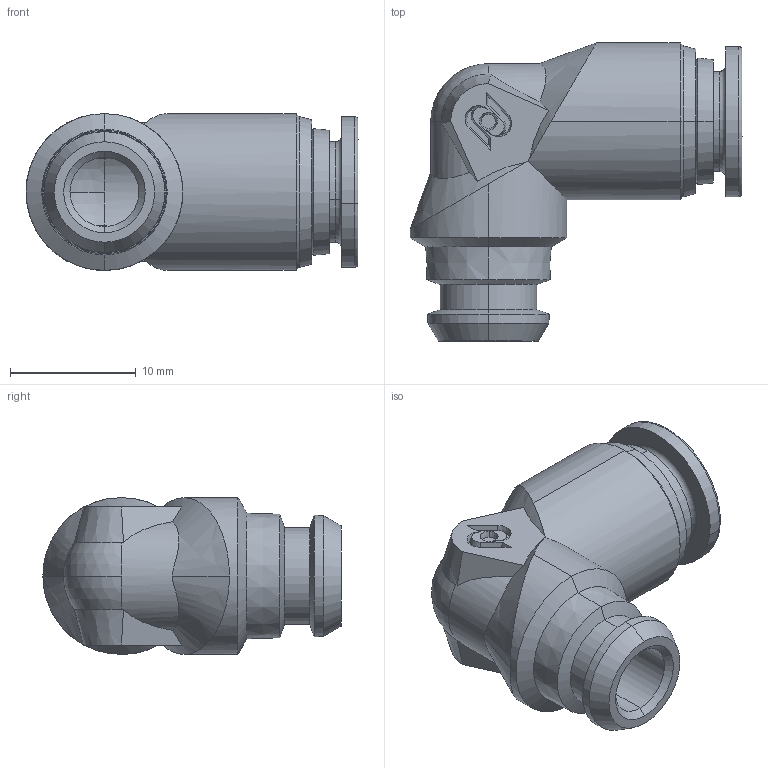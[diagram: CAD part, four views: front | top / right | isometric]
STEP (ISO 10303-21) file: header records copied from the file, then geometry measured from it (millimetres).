
FILE_DESCRIPTION (( 'STEP AP214' ), '1' );
FILE_NAME ('5910000003A.STEP', '2016-05-12T14:58:39', ( '' ), ( '' ), 'SwSTEP 2.0', 'SolidWorks 2016', '' );
FILE_SCHEMA (( 'AUTOMOTIVE_DESIGN' ));
Length unit declared in the file: millimetre
Products named in the file (1): 5910000003A
Bounding box: 26.45 x 23.75 x 12.5 mm (x, y, z)
Surface area: 2176.4 mm2 (no closed solid volume)
Topology: 0 solids, 3 shells, 143 faces, 387 edges, 260 vertices
Faces by surface type: plane 47, cone 38, bspline 32, cylinder 20, torus 4, sphere 2
Entity records: 8308 total; most frequent: CARTESIAN_POINT 3381, ORIENTED_EDGE 756, DIRECTION 575, EDGE_CURVE 387, VERTEX_POINT 260, AXIS2_PLACEMENT_3D 212, EDGE_LOOP 160, LINE 151
